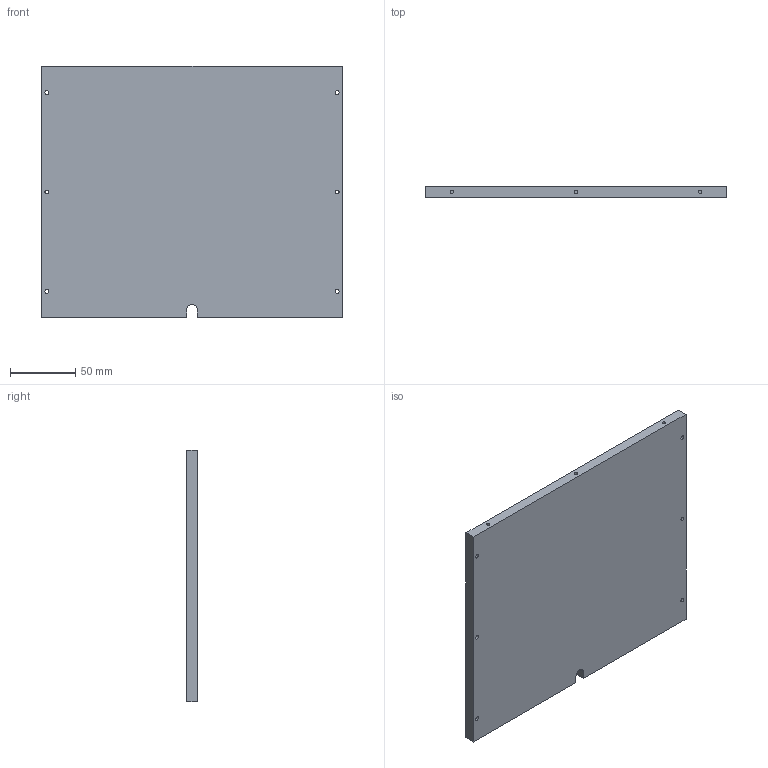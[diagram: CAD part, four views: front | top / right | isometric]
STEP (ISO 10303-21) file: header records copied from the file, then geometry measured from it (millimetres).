
FILE_DESCRIPTION(/* description */ (''),/* implementation_level */ '2;1');
FILE_NAME(/* name */ 'Back panel.step',/* time_stamp */ '2021-10-08T09:59:03+01:00',/* author */ (''),/* organization */ (''),/* preprocessor_version */ 'ST-DEVELOPER v18.1',/* originating_system */ 'Autodesk Translation Framework v10.10.0.1391',/* authorisation */ '');
FILE_SCHEMA (('AUTOMOTIVE_DESIGN { 1 0 10303 214 3 1 1 }'));
Length unit declared in the file: millimetre
Products named in the file (1): Back panel
Bounding box: 230 x 8 x 192 mm (x, y, z)
Volume: 351823.2 mm3; surface area: 95833.8 mm2
Topology: 1 solids, 1 shells, 34 faces, 69 edges, 46 vertices
Faces by surface type: plane 18, cylinder 16
Full cylindrical faces by diameter (mm): 2.529 x3, 3 x6, 6 x6
Entity records: 962 total; most frequent: DIRECTION 171, CARTESIAN_POINT 150, ORIENTED_EDGE 138, EDGE_CURVE 69, AXIS2_PLACEMENT_3D 67, EDGE_LOOP 55, VERTEX_POINT 46, LINE 37
